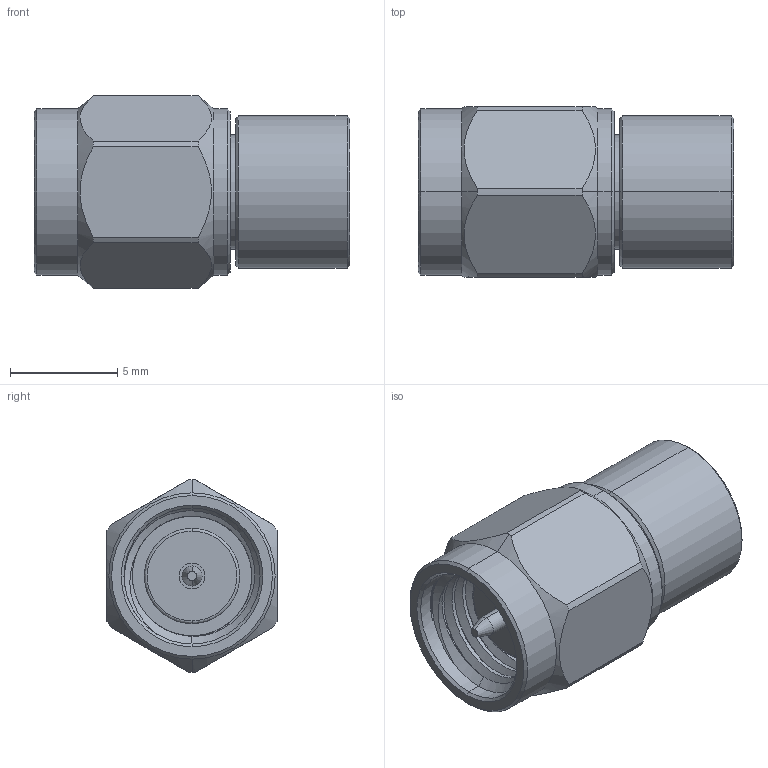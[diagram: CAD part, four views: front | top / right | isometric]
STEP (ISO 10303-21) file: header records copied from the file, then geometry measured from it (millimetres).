
FILE_DESCRIPTION (( 'STEP AP203' ), '1' );
FILE_NAME ('PE6081.step', '2019-01-07T23:14:40', ( '' ), ( '' ), 'SwSTEP 2.0', 'SolidWorks 2017', '' );
FILE_SCHEMA (( 'CONFIG_CONTROL_DESIGN' ));
Length unit declared in the file: inch
Products named in the file (1): PE6081
Bounding box: 14.73 x 7.94 x 8.99 mm (x, y, z)
Volume: 587.9 mm3; surface area: 671.2 mm2
Topology: 1 solids, 1 shells, 73 faces, 173 edges, 108 vertices
Faces by surface type: cylinder 35, cone 19, plane 14, bspline 5
Entity records: 4185 total; most frequent: CARTESIAN_POINT 2504, ORIENTED_EDGE 346, DIRECTION 325, EDGE_CURVE 173, AXIS2_PLACEMENT_3D 133, VERTEX_POINT 108, EDGE_LOOP 79, ADVANCED_FACE 73
